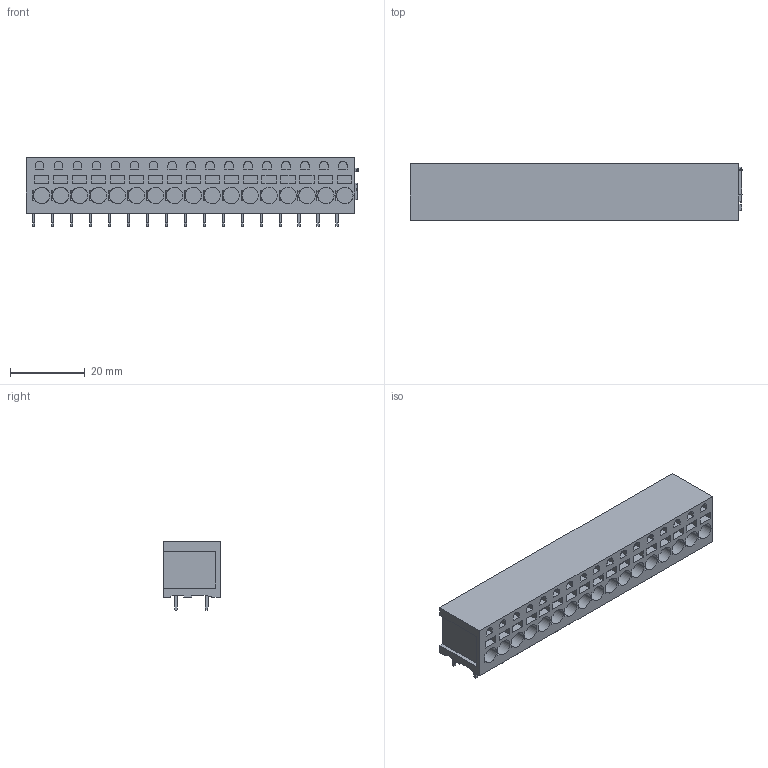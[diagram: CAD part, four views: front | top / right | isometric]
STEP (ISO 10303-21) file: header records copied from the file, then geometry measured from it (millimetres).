
FILE_DESCRIPTION(('CATIA V5 STEP Exchange','CAx-IF Rec.Pracs.--- Model Styling and Organization---1.4--- 2014-01-23'),'2;1');
FILE_NAME ('474116-2_1', '2021-07-14T12:17:24+00:00', ('none'), ('Weidmueller'), 'CATIA Version 5-6 Release 2016 SP3 HF44', 'CATIA V5 STEP AP214', 'none');
FILE_SCHEMA(('AUTOMOTIVE_DESIGN { 1 0 10303 214 1 1 1 1 }'));
Length unit declared in the file: millimetre
Products named in the file (1): 1426480000
Bounding box: 89.01 x 15.2 x 18.3 mm (x, y, z)
Volume: 17403 mm3; surface area: 8945.4 mm2
Topology: 35 solids, 35 shells, 649 faces, 1575 edges, 1050 vertices
Faces by surface type: plane 549, cylinder 100
Entity records: 18418 total; most frequent: CARTESIAN_POINT 3263, ORIENTED_EDGE 3150, DIRECTION 2475, EDGE_CURVE 1575, VECTOR 1341, LINE 1341, VERTEX_POINT 1050, EDGE_LOOP 703
